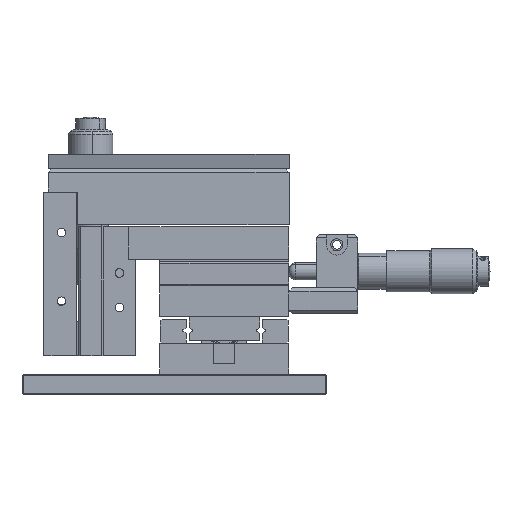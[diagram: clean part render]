
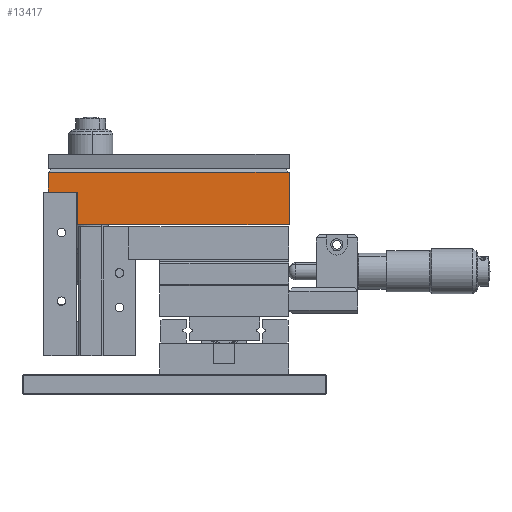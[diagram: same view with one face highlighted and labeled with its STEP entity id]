
A CAD part, front view. The second image highlights one B-rep face of the part: STEP entity #13417.
In plain terms, the highlighted planar face has unit normal (0, -1, 0).
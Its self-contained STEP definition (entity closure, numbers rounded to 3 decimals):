
#404 = LINE ( 'NONE', #13188, #4413 ) ;
#1288 = VECTOR ( 'NONE', #17716, 1000. ) ;
#1893 = VERTEX_POINT ( 'NONE', #9872 ) ;
#1932 = AXIS2_PLACEMENT_3D ( 'NONE', #14035, #5709, #2399 ) ;
#2032 = ORIENTED_EDGE ( 'NONE', *, *, #18789, .T. ) ;
#2399 = DIRECTION ( 'NONE',  ( -1., 0., 0. ) ) ;
#2519 = ORIENTED_EDGE ( 'NONE', *, *, #13148, .T. ) ;
#3233 = VERTEX_POINT ( 'NONE', #14977 ) ;
#3327 = DIRECTION ( 'NONE',  ( 1., 0., 0. ) ) ;
#3605 = DIRECTION ( 'NONE',  ( 0., 0., -1. ) ) ;
#3892 = LINE ( 'NONE', #5096, #19148 ) ;
#4182 = CARTESIAN_POINT ( 'NONE',  ( -33.75, -11.428, 46.4 ) ) ;
#4413 = VECTOR ( 'NONE', #6871, 1000. ) ;
#4464 = ORIENTED_EDGE ( 'NONE', *, *, #15338, .T. ) ;
#5096 = CARTESIAN_POINT ( 'NONE',  ( -42.25, -11.428, 61.7 ) ) ;
#5304 = DIRECTION ( 'NONE',  ( -1., 0., 0. ) ) ;
#5468 = LINE ( 'NONE', #11417, #15153 ) ;
#5709 = DIRECTION ( 'NONE',  ( 0., 1., 0. ) ) ;
#5998 = CARTESIAN_POINT ( 'NONE',  ( 27.75, -11.428, 61.7 ) ) ;
#6093 = EDGE_CURVE ( 'NONE', #17594, #19728, #3892, .T. ) ;
#6125 = ORIENTED_EDGE ( 'NONE', *, *, #18088, .T. ) ;
#6871 = DIRECTION ( 'NONE',  ( 0., 0., 1. ) ) ;
#7483 = ORIENTED_EDGE ( 'NONE', *, *, #6093, .T. ) ;
#7825 = FACE_OUTER_BOUND ( 'NONE', #11763, .T. ) ;
#8087 = LINE ( 'NONE', #19662, #20800 ) ;
#9872 = CARTESIAN_POINT ( 'NONE',  ( -42.25, -11.428, 55.9 ) ) ;
#10228 = VERTEX_POINT ( 'NONE', #19835 ) ;
#11417 = CARTESIAN_POINT ( 'NONE',  ( -33.75, -11.428, 55.9 ) ) ;
#11763 = EDGE_LOOP ( 'NONE', ( #13173, #7483, #6125, #2032, #2519, #4464 ) ) ;
#12058 = CARTESIAN_POINT ( 'NONE',  ( 27.75, -11.428, 46.4 ) ) ;
#13148 = EDGE_CURVE ( 'NONE', #10228, #17414, #8087, .T. ) ;
#13173 = ORIENTED_EDGE ( 'NONE', *, *, #15747, .T. ) ;
#13188 = CARTESIAN_POINT ( 'NONE',  ( 27.75, -11.428, 62.7 ) ) ;
#13417 = ADVANCED_FACE ( 'NONE', ( #7825 ), #17026, .F. ) ;
#13694 = DIRECTION ( 'NONE',  ( 1., 0., 0. ) ) ;
#14035 = CARTESIAN_POINT ( 'NONE',  ( -42.25, -11.428, 62.7 ) ) ;
#14977 = CARTESIAN_POINT ( 'NONE',  ( 27.75, -11.428, 46.4 ) ) ;
#15153 = VECTOR ( 'NONE', #3327, 1000. ) ;
#15254 = LINE ( 'NONE', #20681, #1288 ) ;
#15338 = EDGE_CURVE ( 'NONE', #17414, #3233, #19449, .T. ) ;
#15747 = EDGE_CURVE ( 'NONE', #3233, #17594, #404, .T. ) ;
#17026 = PLANE ( 'NONE',  #1932 ) ;
#17414 = VERTEX_POINT ( 'NONE', #4182 ) ;
#17594 = VERTEX_POINT ( 'NONE', #5998 ) ;
#17716 = DIRECTION ( 'NONE',  ( 0., 0., -1. ) ) ;
#18088 = EDGE_CURVE ( 'NONE', #19728, #1893, #15254, .T. ) ;
#18789 = EDGE_CURVE ( 'NONE', #1893, #10228, #5468, .T. ) ;
#19148 = VECTOR ( 'NONE', #5304, 1000. ) ;
#19197 = VECTOR ( 'NONE', #13694, 1000. ) ;
#19449 = LINE ( 'NONE', #12058, #19197 ) ;
#19662 = CARTESIAN_POINT ( 'NONE',  ( -33.75, -11.428, 46.4 ) ) ;
#19728 = VERTEX_POINT ( 'NONE', #20327 ) ;
#19835 = CARTESIAN_POINT ( 'NONE',  ( -33.75, -11.428, 55.9 ) ) ;
#20327 = CARTESIAN_POINT ( 'NONE',  ( -42.25, -11.428, 61.7 ) ) ;
#20681 = CARTESIAN_POINT ( 'NONE',  ( -42.25, -11.428, 55.9 ) ) ;
#20800 = VECTOR ( 'NONE', #3605, 1000. ) ;
